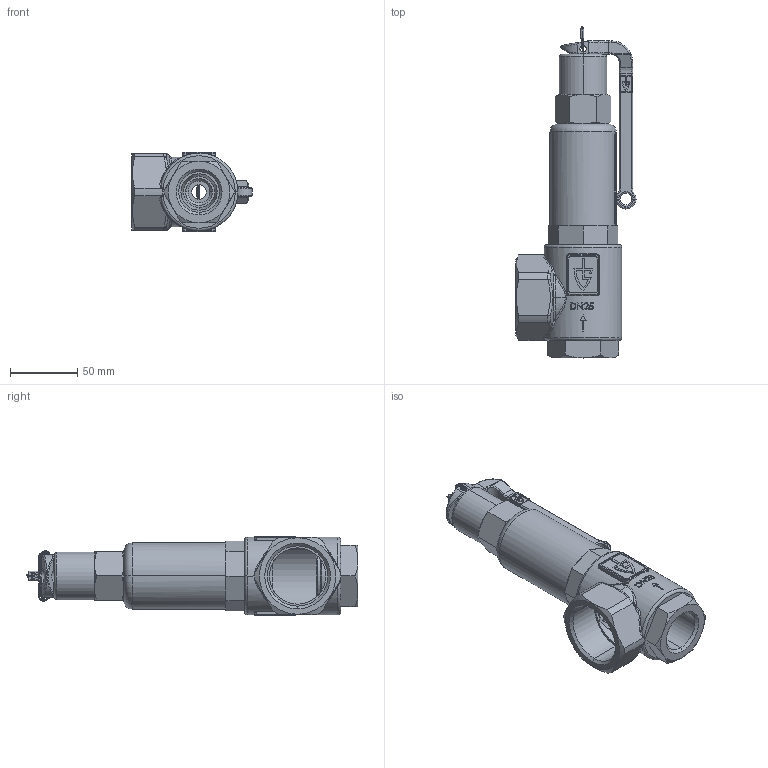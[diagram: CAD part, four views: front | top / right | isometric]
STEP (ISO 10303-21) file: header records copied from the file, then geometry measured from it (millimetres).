
FILE_DESCRIPTION (( 'STEP AP214' ), '1' );
FILE_NAME ('451 1 Dummy mit Hebel.STEP', '2010-07-07T06:38:44', ( '' ), ( '' ), 'SwSTEP 2.0', 'SolidWorks 2010', '' );
FILE_SCHEMA (( 'AUTOMOTIVE_DESIGN' ));
Length unit declared in the file: millimetre
Products named in the file (1): 451 1 Dummy mit Hebel
Bounding box: 89.5 x 247.57 x 59 mm (x, y, z)
Volume: 204039 mm3; surface area: 100815.6 mm2
Topology: 9 solids, 9 shells, 824 faces, 2032 edges, 1261 vertices
Faces by surface type: plane 303, cylinder 243, bspline 111, torus 92, cone 69, sphere 6
Entity records: 38849 total; most frequent: CARTESIAN_POINT 10777, ORIENTED_EDGE 4052, DIRECTION 3840, EDGE_CURVE 2026, AXIS2_PLACEMENT_3D 1469, VERTEX_POINT 1261, VECTOR 902, LINE 902
